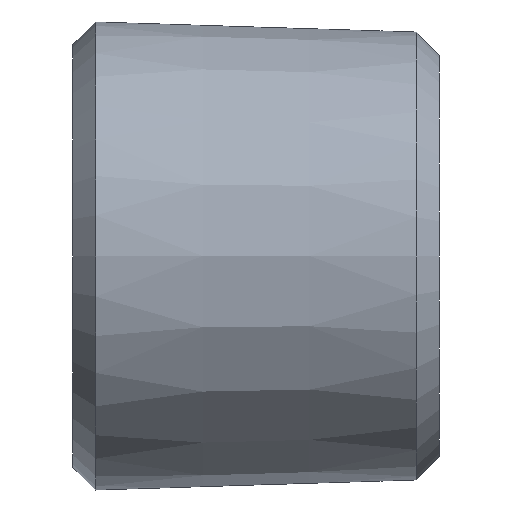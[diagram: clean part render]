
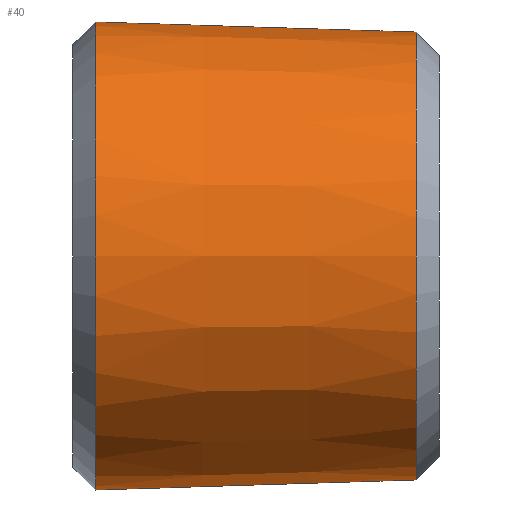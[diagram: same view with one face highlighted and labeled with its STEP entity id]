
A CAD part, front view. The second image highlights one B-rep face of the part: STEP entity #40.
In plain terms, the highlighted conical face has half-angle 1.8 degrees and reference radius 5.11 mm.
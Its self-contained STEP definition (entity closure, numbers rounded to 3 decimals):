
#40 = ADVANCED_FACE( '', ( #84, #85 ), #86, .T. );
#84 = FACE_BOUND( '', #131, .T. );
#85 = FACE_OUTER_BOUND( '', #132, .T. );
#86 = CONICAL_SURFACE( '', #133, 5.11, 0.031 );
#131 = EDGE_LOOP( '', ( #176 ) );
#132 = EDGE_LOOP( '', ( #177 ) );
#133 = AXIS2_PLACEMENT_3D( '', #178, #179, #180 );
#176 = ORIENTED_EDGE( '', *, *, #262, .F. );
#177 = ORIENTED_EDGE( '', *, *, #259, .T. );
#178 = CARTESIAN_POINT( '', ( 0.5, 0., 0. ) );
#179 = DIRECTION( '', ( -1., 0., 0. ) );
#180 = DIRECTION( '', ( 0., 0., 1. ) );
#259 = EDGE_CURVE( '', #294, #294, #295, .T. );
#262 = EDGE_CURVE( '', #299, #299, #300, .T. );
#294 = VERTEX_POINT( '', #344 );
#295 = CIRCLE( '', #345, 5.11 );
#299 = VERTEX_POINT( '', #349 );
#300 = CIRCLE( '', #350, 4.89 );
#344 = CARTESIAN_POINT( '', ( 0.5, 0., -5.11 ) );
#345 = AXIS2_PLACEMENT_3D( '', #411, #412, #413 );
#349 = CARTESIAN_POINT( '', ( 7.5, 0., -4.89 ) );
#350 = AXIS2_PLACEMENT_3D( '', #417, #418, #419 );
#411 = CARTESIAN_POINT( '', ( 0.5, 0., 0. ) );
#412 = DIRECTION( '', ( 1., 0., 0. ) );
#413 = DIRECTION( '', ( 0., 0., -1. ) );
#417 = CARTESIAN_POINT( '', ( 7.5, 0., 0. ) );
#418 = DIRECTION( '', ( 1., 0., 0. ) );
#419 = DIRECTION( '', ( 0., 0., -1. ) );
